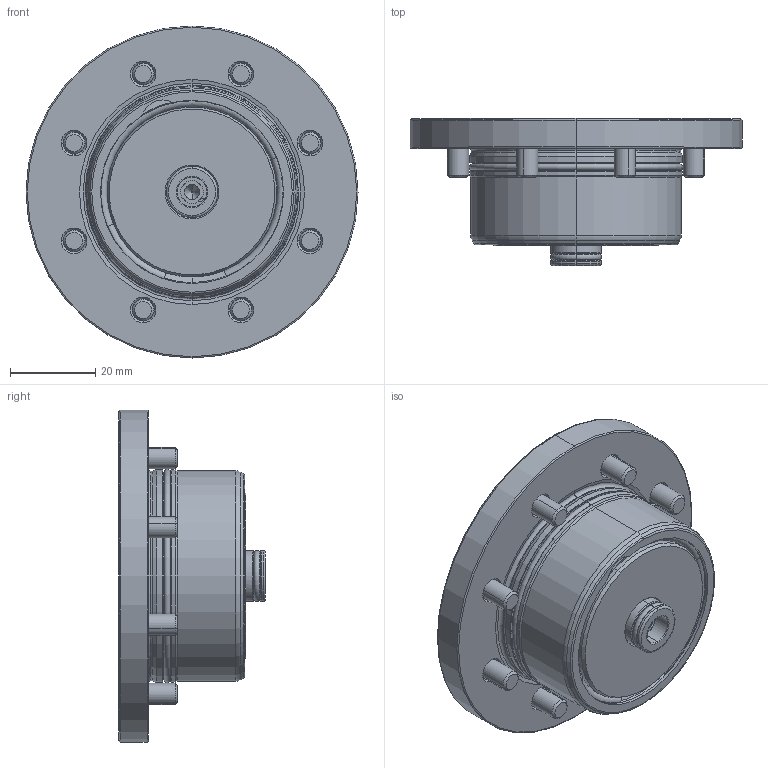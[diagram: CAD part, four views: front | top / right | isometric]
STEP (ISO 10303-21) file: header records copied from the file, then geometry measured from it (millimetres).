
FILE_DESCRIPTION (( 'STEP AP203' ), '1' );
FILE_NAME ('STARK_8000 003_A.STEP', '2015-05-26T12:54:41', ( '' ), ( '' ), 'SwSTEP 2.0', 'SolidWorks 2015', '' );
FILE_SCHEMA (( 'CONFIG_CONTROL_DESIGN' ));
Length unit declared in the file: millimetre
Products named in the file (1): STARK_8000 003_A
Bounding box: 78 x 34.5 x 78 mm (x, y, z)
Volume: 68594.5 mm3; surface area: 21159 mm2
Topology: 1 solids, 1 shells, 461 faces, 1000 edges, 607 vertices
Faces by surface type: cylinder 124, plane 121, cone 101, torus 91, sphere 24
Entity records: 13373 total; most frequent: CARTESIAN_POINT 2793, DIRECTION 2477, ORIENTED_EDGE 2000, AXIS2_PLACEMENT_3D 1042, EDGE_CURVE 1000, VERTEX_POINT 607, CIRCLE 580, EDGE_LOOP 529
